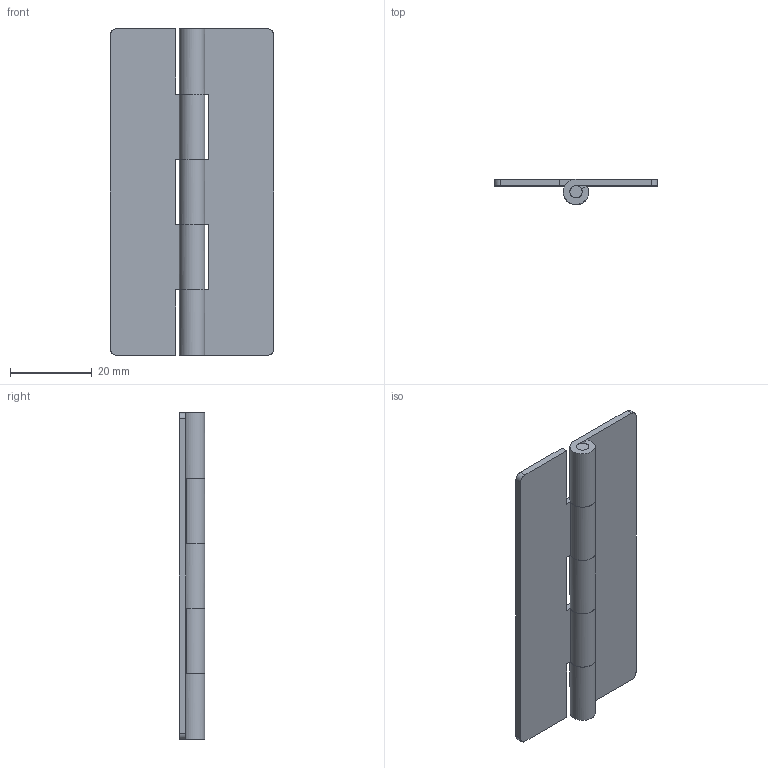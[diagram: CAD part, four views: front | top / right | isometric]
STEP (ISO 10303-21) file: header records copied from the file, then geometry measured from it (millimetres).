
FILE_DESCRIPTION((''),'2;1');
FILE_NAME('','2009-03-18T09:58:19',(''),(''),'','CADfix','');
FILE_SCHEMA(('AUTOMOTIVE_DESIGN { 1 0 10303 214 1 1 1 1 }'));
Length unit declared in the file: millimetre
Bounding box: 40 x 6.2 x 80 mm (x, y, z)
Volume: 6702.1 mm3; surface area: 9304.1 mm2
Topology: 3 solids, 3 shells, 46 faces, 152 edges, 112 vertices
Faces by surface type: bspline 46
Entity records: 2219 total; most frequent: CARTESIAN_POINT 1283, ORIENTED_EDGE 304, EDGE_CURVE 152, VERTEX_POINT 112, QUASI_UNIFORM_CURVE 92, B_SPLINE_CURVE_WITH_KNOTS 60, EDGE_LOOP 46, FACE_OUTER_BOUND 46
